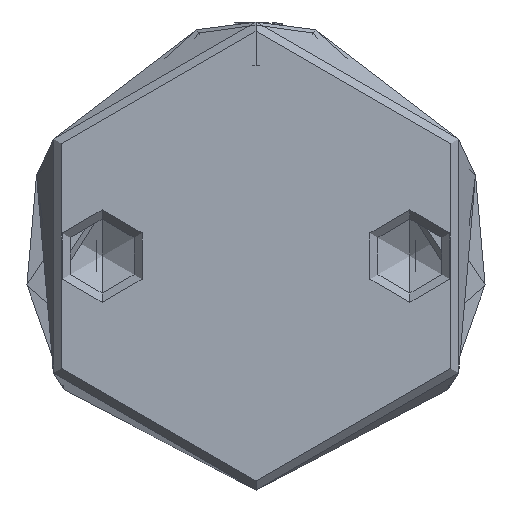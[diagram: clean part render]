
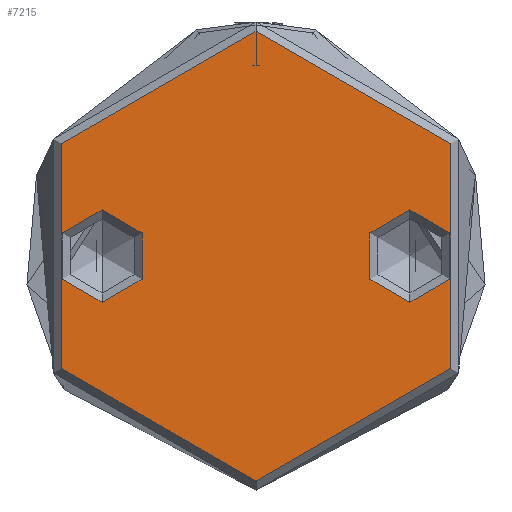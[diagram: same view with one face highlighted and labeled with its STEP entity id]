
A CAD part, front view. The second image highlights one B-rep face of the part: STEP entity #7215.
In plain terms, the highlighted face is planar.
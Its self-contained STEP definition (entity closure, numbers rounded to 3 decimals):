
#252 = VERTEX_POINT ( 'NONE', #1380 ) ;
#307 = FACE_BOUND ( 'NONE', #4893, .T. ) ;
#406 = DIRECTION ( 'NONE',  ( 0., 0., 1. ) ) ;
#471 = VERTEX_POINT ( 'NONE', #1759 ) ;
#525 = CARTESIAN_POINT ( 'NONE',  ( 0., 0., 0. ) ) ;
#904 = CIRCLE ( 'NONE', #1337, 3.75 ) ;
#970 = CARTESIAN_POINT ( 'NONE',  ( 0., -12.5, 0. ) ) ;
#1085 = AXIS2_PLACEMENT_3D ( 'NONE', #5666, #2008, #6260 ) ;
#1113 = DIRECTION ( 'NONE',  ( 1., 0., 0. ) ) ;
#1118 = CIRCLE ( 'NONE', #3965, 18.25 ) ;
#1215 = DIRECTION ( 'NONE',  ( 0., 0., 1. ) ) ;
#1337 = AXIS2_PLACEMENT_3D ( 'NONE', #3484, #7736, #4089 ) ;
#1380 = CARTESIAN_POINT ( 'NONE',  ( -18.25, 0., 0. ) ) ;
#1581 = DIRECTION ( 'NONE',  ( 1., 0., 0. ) ) ;
#1669 = VERTEX_POINT ( 'NONE', #3093 ) ;
#1759 = CARTESIAN_POINT ( 'NONE',  ( 3.75, -12.5, 0. ) ) ;
#1821 = CIRCLE ( 'NONE', #2370, 3.75 ) ;
#2008 = DIRECTION ( 'NONE',  ( 0., 0., 1. ) ) ;
#2030 = EDGE_CURVE ( 'NONE', #252, #1669, #1118, .T. ) ;
#2038 = AXIS2_PLACEMENT_3D ( 'NONE', #4838, #1215, #4562 ) ;
#2370 = AXIS2_PLACEMENT_3D ( 'NONE', #970, #5209, #1581 ) ;
#2462 = EDGE_CURVE ( 'NONE', #5379, #6673, #4410, .T. ) ;
#2574 = EDGE_CURVE ( 'NONE', #4127, #471, #904, .T. ) ;
#2768 = EDGE_CURVE ( 'NONE', #1669, #252, #5261, .T. ) ;
#3093 = CARTESIAN_POINT ( 'NONE',  ( 18.25, 0., 0. ) ) ;
#3351 = CARTESIAN_POINT ( 'NONE',  ( -3.75, 12.5, 0. ) ) ;
#3484 = CARTESIAN_POINT ( 'NONE',  ( 0., -12.5, 0. ) ) ;
#3501 = FACE_OUTER_BOUND ( 'NONE', #4506, .T. ) ;
#3528 = EDGE_CURVE ( 'NONE', #6673, #5379, #4736, .T. ) ;
#3573 = ORIENTED_EDGE ( 'NONE', *, *, #2030, .T. ) ;
#3897 = CARTESIAN_POINT ( 'NONE',  ( 3.75, 12.5, 0. ) ) ;
#3965 = AXIS2_PLACEMENT_3D ( 'NONE', #4995, #4651, #4571 ) ;
#4089 = DIRECTION ( 'NONE',  ( 1., 0., 0. ) ) ;
#4127 = VERTEX_POINT ( 'NONE', #5969 ) ;
#4410 = CIRCLE ( 'NONE', #1085, 3.75 ) ;
#4428 = EDGE_CURVE ( 'NONE', #471, #4127, #1821, .T. ) ;
#4506 = EDGE_LOOP ( 'NONE', ( #3573, #5860 ) ) ;
#4562 = DIRECTION ( 'NONE',  ( 1., 0., 0. ) ) ;
#4571 = DIRECTION ( 'NONE',  ( 1., 0., 0. ) ) ;
#4621 = DIRECTION ( 'NONE',  ( 1., 0., 0. ) ) ;
#4651 = DIRECTION ( 'NONE',  ( 0., 0., 1. ) ) ;
#4736 = CIRCLE ( 'NONE', #2038, 3.75 ) ;
#4739 = DIRECTION ( 'NONE',  ( 0., 0., 1. ) ) ;
#4811 = ORIENTED_EDGE ( 'NONE', *, *, #3528, .F. ) ;
#4838 = CARTESIAN_POINT ( 'NONE',  ( 0., 12.5, 0. ) ) ;
#4839 = AXIS2_PLACEMENT_3D ( 'NONE', #525, #4739, #1113 ) ;
#4893 = EDGE_LOOP ( 'NONE', ( #4811, #7175 ) ) ;
#4913 = ORIENTED_EDGE ( 'NONE', *, *, #2574, .T. ) ;
#4922 = FACE_BOUND ( 'NONE', #6407, .T. ) ;
#4995 = CARTESIAN_POINT ( 'NONE',  ( 0., 0., 0. ) ) ;
#5209 = DIRECTION ( 'NONE',  ( 0., 0., -1. ) ) ;
#5261 = CIRCLE ( 'NONE', #4839, 18.25 ) ;
#5379 = VERTEX_POINT ( 'NONE', #3351 ) ;
#5666 = CARTESIAN_POINT ( 'NONE',  ( 0., 12.5, 0. ) ) ;
#5860 = ORIENTED_EDGE ( 'NONE', *, *, #2768, .T. ) ;
#5969 = CARTESIAN_POINT ( 'NONE',  ( -3.75, -12.5, 0. ) ) ;
#6260 = DIRECTION ( 'NONE',  ( 1., 0., 0. ) ) ;
#6315 = ORIENTED_EDGE ( 'NONE', *, *, #4428, .T. ) ;
#6407 = EDGE_LOOP ( 'NONE', ( #6315, #4913 ) ) ;
#6660 = AXIS2_PLACEMENT_3D ( 'NONE', #7598, #406, #4621 ) ;
#6673 = VERTEX_POINT ( 'NONE', #3897 ) ;
#7043 = PLANE ( 'NONE',  #6660 ) ;
#7175 = ORIENTED_EDGE ( 'NONE', *, *, #2462, .F. ) ;
#7215 = ADVANCED_FACE ( 'NONE', ( #307, #3501, #4922 ), #7043, .T. ) ;
#7598 = CARTESIAN_POINT ( 'NONE',  ( 0., 0., 0. ) ) ;
#7736 = DIRECTION ( 'NONE',  ( 0., 0., -1. ) ) ;
